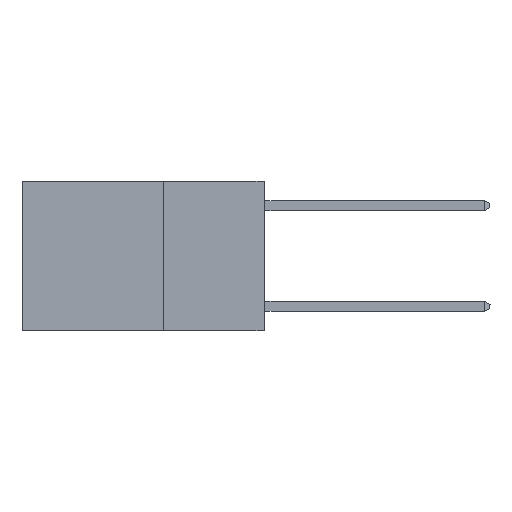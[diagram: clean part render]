
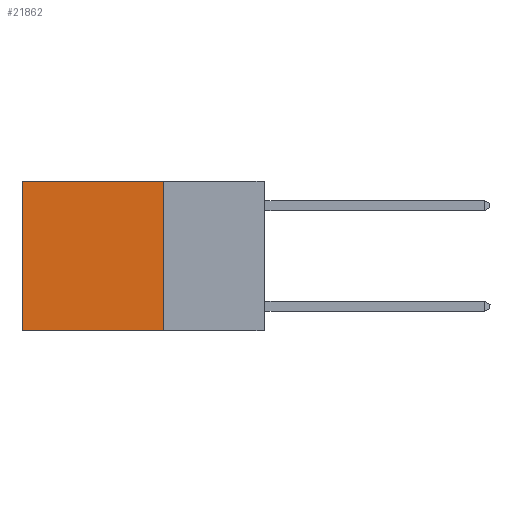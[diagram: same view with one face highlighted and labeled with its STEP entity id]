
A CAD part, left-side view. The second image highlights one B-rep face of the part: STEP entity #21862.
In plain terms, the highlighted planar face has unit normal (-1, 0, 0).
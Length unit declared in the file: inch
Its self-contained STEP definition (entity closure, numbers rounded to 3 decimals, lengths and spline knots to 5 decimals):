
#183 = EDGE_LOOP ( 'NONE', ( #3494, #14058, #17376, #19504 ) ) ;
#796 = CARTESIAN_POINT ( 'NONE',  ( 0.2625, 0.25, -0.37 ) ) ;
#1157 = CARTESIAN_POINT ( 'NONE',  ( 0.2625, 0.25, 0. ) ) ;
#1526 = CARTESIAN_POINT ( 'NONE',  ( 0.2625, 0.25, 0. ) ) ;
#3094 = DIRECTION ( 'NONE',  ( 0., 0., -1. ) ) ;
#3494 = ORIENTED_EDGE ( 'NONE', *, *, #21775, .T. ) ;
#3587 = EDGE_CURVE ( 'NONE', #13846, #5541, #17053, .T. ) ;
#4656 = EDGE_CURVE ( 'NONE', #13846, #23573, #7203, .T. ) ;
#5541 = VERTEX_POINT ( 'NONE', #20665 ) ;
#5760 = LINE ( 'NONE', #18871, #15860 ) ;
#6361 = VECTOR ( 'NONE', #7253, 39.37008 ) ;
#6638 = CARTESIAN_POINT ( 'NONE',  ( 0.2625, 0.25, 0. ) ) ;
#6728 = LINE ( 'NONE', #8546, #20550 ) ;
#6889 = AXIS2_PLACEMENT_3D ( 'NONE', #1157, #14509, #3094 ) ;
#6984 = CARTESIAN_POINT ( 'NONE',  ( 0.2625, 0.25, 0. ) ) ;
#7203 = LINE ( 'NONE', #6984, #16694 ) ;
#7253 = DIRECTION ( 'NONE',  ( 0., 1., 0. ) ) ;
#8546 = CARTESIAN_POINT ( 'NONE',  ( 0.2625, 0.6, 0. ) ) ;
#11938 = VERTEX_POINT ( 'NONE', #18164 ) ;
#12597 = PLANE ( 'NONE',  #6889 ) ;
#13846 = VERTEX_POINT ( 'NONE', #6638 ) ;
#14058 = ORIENTED_EDGE ( 'NONE', *, *, #15493, .F. ) ;
#14509 = DIRECTION ( 'NONE',  ( 1., 0., 0. ) ) ;
#15493 = EDGE_CURVE ( 'NONE', #23573, #11938, #5760, .T. ) ;
#15860 = VECTOR ( 'NONE', #20713, 39.37008 ) ;
#16694 = VECTOR ( 'NONE', #21963, 39.37008 ) ;
#17053 = LINE ( 'NONE', #1526, #6361 ) ;
#17376 = ORIENTED_EDGE ( 'NONE', *, *, #4656, .F. ) ;
#18164 = CARTESIAN_POINT ( 'NONE',  ( 0.2625, 0.6, -0.37 ) ) ;
#18871 = CARTESIAN_POINT ( 'NONE',  ( 0.2625, 0.25, -0.37 ) ) ;
#19406 = FACE_OUTER_BOUND ( 'NONE', #183, .T. ) ;
#19504 = ORIENTED_EDGE ( 'NONE', *, *, #3587, .T. ) ;
#20550 = VECTOR ( 'NONE', #23446, 39.37008 ) ;
#20665 = CARTESIAN_POINT ( 'NONE',  ( 0.2625, 0.6, 0. ) ) ;
#20713 = DIRECTION ( 'NONE',  ( 0., 1., 0. ) ) ;
#21775 = EDGE_CURVE ( 'NONE', #5541, #11938, #6728, .T. ) ;
#21862 = ADVANCED_FACE ( 'NONE', ( #19406 ), #12597, .F. ) ;
#21963 = DIRECTION ( 'NONE',  ( 0., 0., -1. ) ) ;
#23446 = DIRECTION ( 'NONE',  ( 0., 0., -1. ) ) ;
#23573 = VERTEX_POINT ( 'NONE', #796 ) ;
